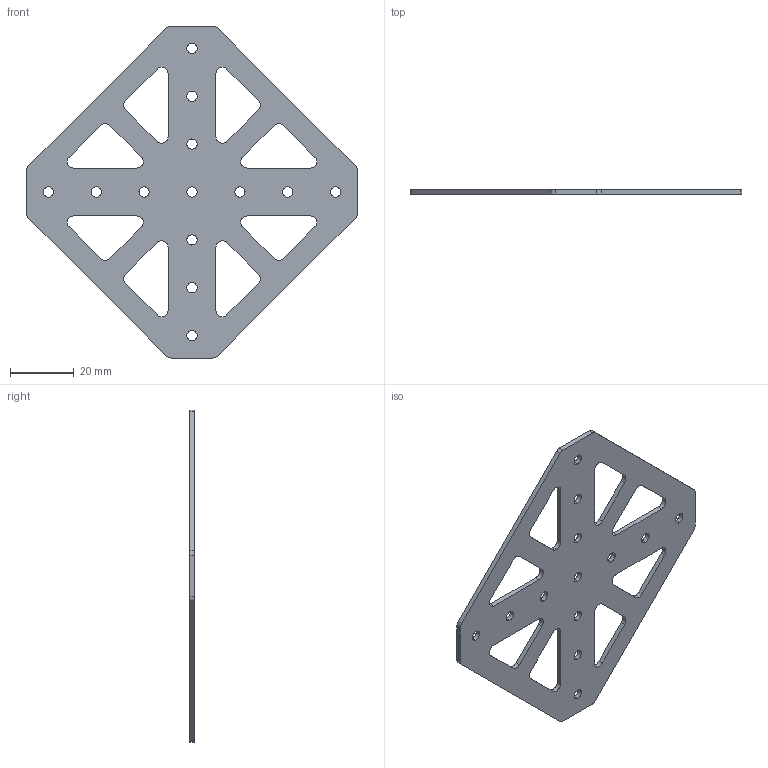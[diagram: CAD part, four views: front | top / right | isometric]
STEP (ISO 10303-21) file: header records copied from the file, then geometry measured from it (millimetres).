
FILE_DESCRIPTION (( 'STEP AP214' ), '1' );
FILE_NAME ('S29 X-ñîåäèíèòåëü 105x105.STEP', '2019-11-15T11:55:33', ( 'Windows User' ), ( '' ), 'SwSTEP 2.0', 'SolidWorks 2019', '' );
FILE_SCHEMA (( 'AUTOMOTIVE_DESIGN' ));
Length unit declared in the file: millimetre
Products named in the file (1): S29 X-ñîåäèíèòåëü 105x105
Bounding box: 104 x 1.5 x 104 mm (x, y, z)
Volume: 7593.2 mm3; surface area: 11513.2 mm2
Topology: 1 solids, 1 shells, 96 faces, 282 edges, 188 vertices
Faces by surface type: cylinder 62, plane 34
Entity records: 3368 total; most frequent: DIRECTION 600, CARTESIAN_POINT 567, ORIENTED_EDGE 564, EDGE_CURVE 282, AXIS2_PLACEMENT_3D 221, VERTEX_POINT 188, LINE 158, VECTOR 158
